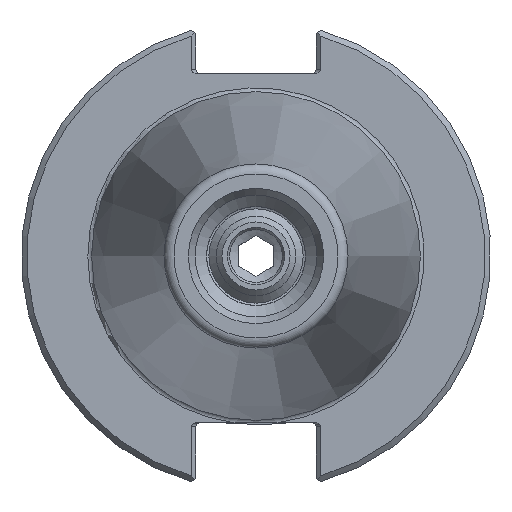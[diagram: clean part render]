
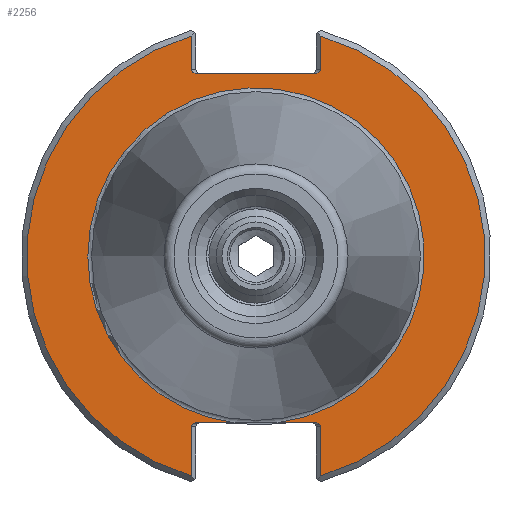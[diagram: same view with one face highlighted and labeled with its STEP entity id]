
A CAD part, left-side view. The second image highlights one B-rep face of the part: STEP entity #2256.
In plain terms, the highlighted planar face has unit normal (-1, 0, 0).
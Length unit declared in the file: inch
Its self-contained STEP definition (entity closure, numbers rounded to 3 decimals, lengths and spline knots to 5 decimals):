
#80=ELLIPSE('',#2436,0.02828,0.02);
#81=ELLIPSE('',#2438,0.02828,0.02);
#82=ELLIPSE('',#2439,0.02828,0.02);
#83=ELLIPSE('',#2441,0.02828,0.02);
#106=LINE('',#3429,#234);
#112=LINE('',#3457,#240);
#113=LINE('',#3461,#241);
#114=LINE('',#3465,#242);
#115=LINE('',#3470,#243);
#116=LINE('',#3474,#244);
#117=LINE('',#3477,#245);
#234=VECTOR('',#2760,0.63343);
#240=VECTOR('',#2774,0.205);
#241=VECTOR('',#2777,0.2622);
#242=VECTOR('',#2780,0.1782);
#243=VECTOR('',#2785,0.1782);
#244=VECTOR('',#2788,0.2622);
#245=VECTOR('',#2791,0.205);
#384=PLANE('',#2435);
#563=FACE_OUTER_BOUND('',#730,.T.);
#730=EDGE_LOOP('',(#1572,#1573,#1574,#1575,#1576,#1577,#1578,#1579,#1580,
#1581,#1582,#1583,#1584,#1585));
#914=CIRCLE('',#2433,0.895);
#916=CIRCLE('',#2437,1.22);
#917=CIRCLE('',#2440,1.22);
#1021=VERTEX_POINT('',#3425);
#1023=VERTEX_POINT('',#3428);
#1027=VERTEX_POINT('',#3439);
#1028=VERTEX_POINT('',#3440);
#1030=VERTEX_POINT('',#3456);
#1031=VERTEX_POINT('',#3458);
#1032=VERTEX_POINT('',#3460);
#1033=VERTEX_POINT('',#3462);
#1034=VERTEX_POINT('',#3464);
#1035=VERTEX_POINT('',#3467);
#1036=VERTEX_POINT('',#3469);
#1037=VERTEX_POINT('',#3471);
#1038=VERTEX_POINT('',#3473);
#1039=VERTEX_POINT('',#3475);
#1239=EDGE_CURVE('',#1021,#1023,#106,.T.);
#1246=EDGE_CURVE('',#1027,#1028,#914,.T.);
#1248=EDGE_CURVE('',#1030,#1027,#112,.T.);
#1249=EDGE_CURVE('',#1031,#1030,#80,.T.);
#1250=EDGE_CURVE('',#1032,#1031,#113,.T.);
#1251=EDGE_CURVE('',#1033,#1032,#916,.T.);
#1252=EDGE_CURVE('',#1034,#1033,#114,.T.);
#1253=EDGE_CURVE('',#1023,#1034,#81,.T.);
#1254=EDGE_CURVE('',#1035,#1021,#82,.T.);
#1255=EDGE_CURVE('',#1036,#1035,#115,.T.);
#1256=EDGE_CURVE('',#1037,#1036,#917,.T.);
#1257=EDGE_CURVE('',#1038,#1037,#116,.T.);
#1258=EDGE_CURVE('',#1039,#1038,#83,.T.);
#1259=EDGE_CURVE('',#1028,#1039,#117,.T.);
#1572=ORIENTED_EDGE('',*,*,#1246,.F.);
#1573=ORIENTED_EDGE('',*,*,#1248,.F.);
#1574=ORIENTED_EDGE('',*,*,#1249,.F.);
#1575=ORIENTED_EDGE('',*,*,#1250,.F.);
#1576=ORIENTED_EDGE('',*,*,#1251,.F.);
#1577=ORIENTED_EDGE('',*,*,#1252,.F.);
#1578=ORIENTED_EDGE('',*,*,#1253,.F.);
#1579=ORIENTED_EDGE('',*,*,#1239,.F.);
#1580=ORIENTED_EDGE('',*,*,#1254,.F.);
#1581=ORIENTED_EDGE('',*,*,#1255,.F.);
#1582=ORIENTED_EDGE('',*,*,#1256,.F.);
#1583=ORIENTED_EDGE('',*,*,#1257,.F.);
#1584=ORIENTED_EDGE('',*,*,#1258,.F.);
#1585=ORIENTED_EDGE('',*,*,#1259,.F.);
#2256=ADVANCED_FACE('',(#563),#384,.T.);
#2433=AXIS2_PLACEMENT_3D('',#3452,#2768,#2769);
#2435=AXIS2_PLACEMENT_3D('',#3455,#2772,#2773);
#2436=AXIS2_PLACEMENT_3D('',#3459,#2775,#2776);
#2437=AXIS2_PLACEMENT_3D('',#3463,#2778,#2779);
#2438=AXIS2_PLACEMENT_3D('',#3466,#2781,#2782);
#2439=AXIS2_PLACEMENT_3D('',#3468,#2783,#2784);
#2440=AXIS2_PLACEMENT_3D('',#3472,#2786,#2787);
#2441=AXIS2_PLACEMENT_3D('',#3476,#2789,#2790);
#2760=DIRECTION('',(0.,-1.,0.));
#2768=DIRECTION('center_axis',(-1.,0.,0.));
#2769=DIRECTION('ref_axis',(0.,-1.,0.));
#2772=DIRECTION('center_axis',(-1.,0.,0.));
#2773=DIRECTION('ref_axis',(0.,0.,1.));
#2774=DIRECTION('',(0.,1.,0.));
#2775=DIRECTION('center_axis',(-1.,0.,0.));
#2776=DIRECTION('ref_axis',(0.,-1.,0.));
#2777=DIRECTION('',(0.,0.,1.));
#2778=DIRECTION('center_axis',(1.,0.,0.));
#2779=DIRECTION('ref_axis',(0.,-1.,0.));
#2780=DIRECTION('',(0.,0.,1.));
#2781=DIRECTION('center_axis',(-1.,0.,0.));
#2782=DIRECTION('ref_axis',(0.,-1.,0.));
#2783=DIRECTION('center_axis',(-1.,0.,0.));
#2784=DIRECTION('ref_axis',(0.,1.,0.));
#2785=DIRECTION('',(0.,0.,-1.));
#2786=DIRECTION('center_axis',(1.,0.,0.));
#2787=DIRECTION('ref_axis',(0.,1.,0.));
#2788=DIRECTION('',(0.,0.,-1.));
#2789=DIRECTION('center_axis',(-1.,0.,0.));
#2790=DIRECTION('ref_axis',(0.,1.,0.));
#2791=DIRECTION('',(0.,1.,0.));
#3425=CARTESIAN_POINT('',(0.125,0.31672,0.972));
#3428=CARTESIAN_POINT('',(0.125,-0.31672,0.972));
#3429=CARTESIAN_POINT('',(0.125,0.53125,0.972));
#3439=CARTESIAN_POINT('',(0.125,-0.11172,-0.888));
#3440=CARTESIAN_POINT('',(0.125,0.11172,-0.888));
#3452=CARTESIAN_POINT('Origin',(0.125,0.,0.));
#3455=CARTESIAN_POINT('Origin',(0.125,1.0625,0.));
#3456=CARTESIAN_POINT('',(0.125,-0.31672,-0.888));
#3457=CARTESIAN_POINT('',(0.125,0.53125,-0.888));
#3458=CARTESIAN_POINT('',(0.125,-0.345,-0.908));
#3459=CARTESIAN_POINT('Origin',(0.125,-0.31672,-0.908));
#3460=CARTESIAN_POINT('',(0.125,-0.345,-1.1702));
#3461=CARTESIAN_POINT('',(0.125,-0.345,-0.444));
#3462=CARTESIAN_POINT('',(0.125,-0.345,1.1702));
#3463=CARTESIAN_POINT('Origin',(0.125,0.,0.));
#3464=CARTESIAN_POINT('',(0.125,-0.345,0.992));
#3465=CARTESIAN_POINT('',(0.125,-0.345,0.486));
#3466=CARTESIAN_POINT('Origin',(0.125,-0.31672,0.992));
#3467=CARTESIAN_POINT('',(0.125,0.345,0.992));
#3468=CARTESIAN_POINT('Origin',(0.125,0.31672,0.992));
#3469=CARTESIAN_POINT('',(0.125,0.345,1.1702));
#3470=CARTESIAN_POINT('',(0.125,0.345,0.486));
#3471=CARTESIAN_POINT('',(0.125,0.345,-1.1702));
#3472=CARTESIAN_POINT('Origin',(0.125,0.,0.));
#3473=CARTESIAN_POINT('',(0.125,0.345,-0.908));
#3474=CARTESIAN_POINT('',(0.125,0.345,-0.444));
#3475=CARTESIAN_POINT('',(0.125,0.31672,-0.888));
#3476=CARTESIAN_POINT('Origin',(0.125,0.31672,-0.908));
#3477=CARTESIAN_POINT('',(0.125,0.53125,-0.888));
